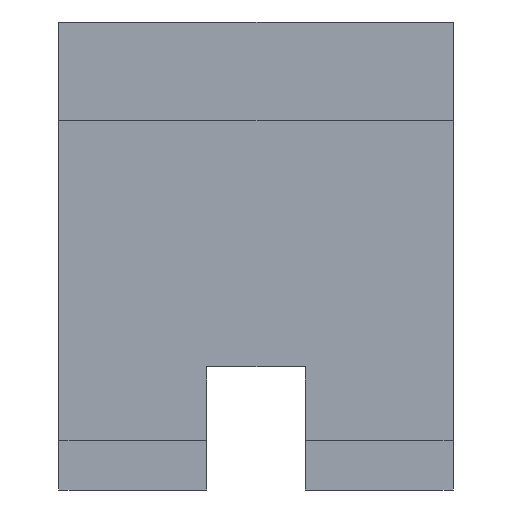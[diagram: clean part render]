
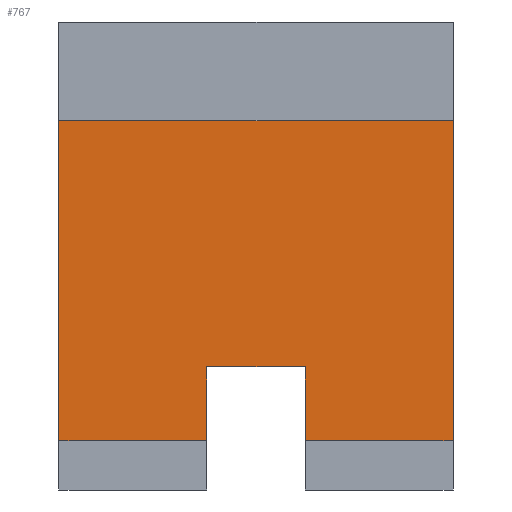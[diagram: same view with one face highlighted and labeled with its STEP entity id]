
A CAD part, left-side view. The second image highlights one B-rep face of the part: STEP entity #767.
In plain terms, the highlighted planar face has unit normal (-1, 0, 0).
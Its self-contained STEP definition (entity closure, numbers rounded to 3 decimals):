
#767 = ADVANCED_FACE('',(#768),#834,.F.);
#768 = FACE_BOUND('',#769,.F.);
#769 = EDGE_LOOP('',(#770,#780,#788,#796,#804,#812,#820,#828));
#770 = ORIENTED_EDGE('',*,*,#771,.F.);
#771 = EDGE_CURVE('',#772,#774,#776,.T.);
#772 = VERTEX_POINT('',#773);
#773 = CARTESIAN_POINT('',(0.,0.,1.5));
#774 = VERTEX_POINT('',#775);
#775 = CARTESIAN_POINT('',(0.,1.6,1.5));
#776 = LINE('',#777,#778);
#777 = CARTESIAN_POINT('',(0.,0.,1.5));
#778 = VECTOR('',#779,1.);
#779 = DIRECTION('',(0.,1.,0.));
#780 = ORIENTED_EDGE('',*,*,#781,.F.);
#781 = EDGE_CURVE('',#782,#772,#784,.T.);
#782 = VERTEX_POINT('',#783);
#783 = CARTESIAN_POINT('',(0.,0.,0.2));
#784 = LINE('',#785,#786);
#785 = CARTESIAN_POINT('',(0.,0.,0.2));
#786 = VECTOR('',#787,1.);
#787 = DIRECTION('',(0.,0.,1.));
#788 = ORIENTED_EDGE('',*,*,#789,.T.);
#789 = EDGE_CURVE('',#782,#790,#792,.T.);
#790 = VERTEX_POINT('',#791);
#791 = CARTESIAN_POINT('',(0.,0.6,0.2));
#792 = LINE('',#793,#794);
#793 = CARTESIAN_POINT('',(0.,0.,0.2));
#794 = VECTOR('',#795,1.);
#795 = DIRECTION('',(0.,1.,0.));
#796 = ORIENTED_EDGE('',*,*,#797,.T.);
#797 = EDGE_CURVE('',#790,#798,#800,.T.);
#798 = VERTEX_POINT('',#799);
#799 = CARTESIAN_POINT('',(0.,0.6,0.5));
#800 = LINE('',#801,#802);
#801 = CARTESIAN_POINT('',(0.,0.6,0.));
#802 = VECTOR('',#803,1.);
#803 = DIRECTION('',(0.,0.,1.));
#804 = ORIENTED_EDGE('',*,*,#805,.T.);
#805 = EDGE_CURVE('',#798,#806,#808,.T.);
#806 = VERTEX_POINT('',#807);
#807 = CARTESIAN_POINT('',(0.,1.,0.5));
#808 = LINE('',#809,#810);
#809 = CARTESIAN_POINT('',(0.,0.6,0.5));
#810 = VECTOR('',#811,1.);
#811 = DIRECTION('',(0.,1.,0.));
#812 = ORIENTED_EDGE('',*,*,#813,.F.);
#813 = EDGE_CURVE('',#814,#806,#816,.T.);
#814 = VERTEX_POINT('',#815);
#815 = CARTESIAN_POINT('',(0.,1.,0.2));
#816 = LINE('',#817,#818);
#817 = CARTESIAN_POINT('',(0.,1.,0.));
#818 = VECTOR('',#819,1.);
#819 = DIRECTION('',(0.,0.,1.));
#820 = ORIENTED_EDGE('',*,*,#821,.T.);
#821 = EDGE_CURVE('',#814,#822,#824,.T.);
#822 = VERTEX_POINT('',#823);
#823 = CARTESIAN_POINT('',(0.,1.6,0.2));
#824 = LINE('',#825,#826);
#825 = CARTESIAN_POINT('',(0.,0.,0.2));
#826 = VECTOR('',#827,1.);
#827 = DIRECTION('',(0.,1.,0.));
#828 = ORIENTED_EDGE('',*,*,#829,.T.);
#829 = EDGE_CURVE('',#822,#774,#830,.T.);
#830 = LINE('',#831,#832);
#831 = CARTESIAN_POINT('',(0.,1.6,0.2));
#832 = VECTOR('',#833,1.);
#833 = DIRECTION('',(0.,0.,1.));
#834 = PLANE('',#835);
#835 = AXIS2_PLACEMENT_3D('',#836,#837,#838);
#836 = CARTESIAN_POINT('',(0.,0.,0.2));
#837 = DIRECTION('',(1.,0.,0.));
#838 = DIRECTION('',(0.,0.,1.));
